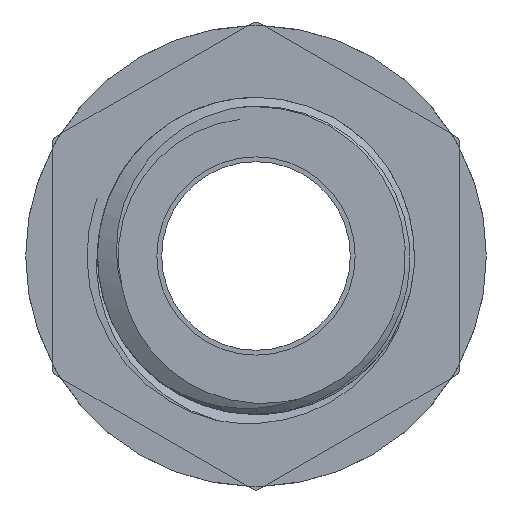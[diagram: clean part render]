
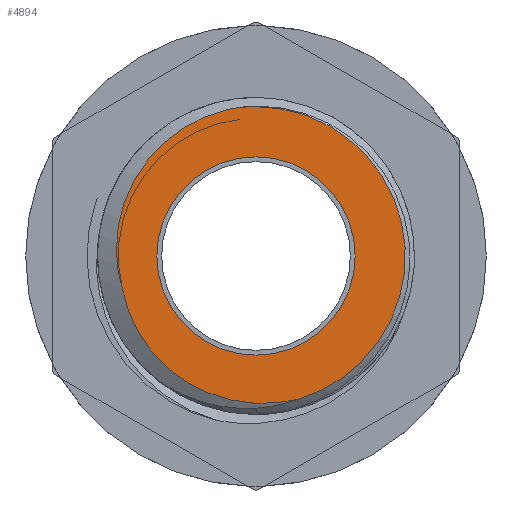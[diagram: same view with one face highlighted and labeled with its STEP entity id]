
A CAD part, front view. The second image highlights one B-rep face of the part: STEP entity #4894.
In plain terms, the highlighted planar face has unit normal (0, -1, 0).
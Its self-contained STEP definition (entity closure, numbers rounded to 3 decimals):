
#68 = AXIS2_PLACEMENT_3D ( 'NONE', #9613, #2231, #10747 ) ;
#82 = ORIENTED_EDGE ( 'NONE', *, *, #5803, .T. ) ;
#1083 = CARTESIAN_POINT ( 'NONE',  ( -2.834, -14.986, -7.291 ) ) ;
#1192 = CARTESIAN_POINT ( 'NONE',  ( -5.195, -14.986, 5.929 ) ) ;
#1244 = CARTESIAN_POINT ( 'NONE',  ( -7.367, -14.986, -1.269 ) ) ;
#1298 = CIRCLE ( 'NONE', #2683, 5.36 ) ;
#1346 = DIRECTION ( 'NONE',  ( 0., 0., 1. ) ) ;
#1802 = DIRECTION ( 'NONE',  ( 0., -1., 0. ) ) ;
#1822 = AXIS2_PLACEMENT_3D ( 'NONE', #3810, #8740, #1346 ) ;
#2231 = DIRECTION ( 'NONE',  ( 0., -1., 0. ) ) ;
#2236 = ORIENTED_EDGE ( 'NONE', *, *, #9501, .T. ) ;
#2265 = CARTESIAN_POINT ( 'NONE',  ( -6.675, -14.986, -3.517 ) ) ;
#2325 = CARTESIAN_POINT ( 'NONE',  ( -1.851, -14.986, -7.668 ) ) ;
#2430 = CARTESIAN_POINT ( 'NONE',  ( -5.886, -14.986, 5.15 ) ) ;
#2478 = CARTESIAN_POINT ( 'NONE',  ( -7.228, -14.986, -1.777 ) ) ;
#2625 = VERTEX_POINT ( 'NONE', #10536 ) ;
#2683 = AXIS2_PLACEMENT_3D ( 'NONE', #14176, #7284, #15297 ) ;
#2901 = B_SPLINE_CURVE_WITH_KNOTS ( 'NONE', 3,
 ( #4687, #5955, #9647, #2265, #10784, #3538, #11911, #4801, #13025, #6013, #14149, #7263, #15274, #8476, #1083, #9708, #2325, #10833, #3595, #11968, #4858, #13077, #6070 ),
 .UNSPECIFIED., .F., .F.,
 ( 4, 2, 2, 2, 2, 2, 1, 2, 2, 2, 2, 4 ),
 ( 0., 0.002, 0.002, 0.003, 0.005, 0.005, 0.006, 0.007, 0.008, 0.009, 0.011, 0.013 ),
 .UNSPECIFIED. ) ;
#3043 = DIRECTION ( 'NONE',  ( 0., -1., 0. ) ) ;
#3073 = CIRCLE ( 'NONE', #68, 8.072 ) ;
#3229 = CIRCLE ( 'NONE', #10816, 8.072 ) ;
#3299 = VERTEX_POINT ( 'NONE', #14355 ) ;
#3465 = CARTESIAN_POINT ( 'NONE',  ( -1.563, -14.986, 7.92 ) ) ;
#3538 = CARTESIAN_POINT ( 'NONE',  ( -6.308, -14.986, -4.214 ) ) ;
#3595 = CARTESIAN_POINT ( 'NONE',  ( -0.315, -14.986, -7.958 ) ) ;
#3654 = EDGE_LOOP ( 'NONE', ( #4257, #2236, #82, #9458 ) ) ;
#3700 = CARTESIAN_POINT ( 'NONE',  ( -6.344, -14.986, 4.508 ) ) ;
#3810 = CARTESIAN_POINT ( 'NONE',  ( 0., -14.986, 0. ) ) ;
#4059 = EDGE_LOOP ( 'NONE', ( #15178, #10415 ) ) ;
#4072 = VERTEX_POINT ( 'NONE', #4375 ) ;
#4257 = ORIENTED_EDGE ( 'NONE', *, *, #11575, .T. ) ;
#4375 = CARTESIAN_POINT ( 'NONE',  ( 0., -14.986, 8.072 ) ) ;
#4670 = VERTEX_POINT ( 'NONE', #3465 ) ;
#4687 = CARTESIAN_POINT ( 'NONE',  ( -7.228, -14.986, -1.777 ) ) ;
#4801 = CARTESIAN_POINT ( 'NONE',  ( -5.72, -14.986, -5.083 ) ) ;
#4858 = CARTESIAN_POINT ( 'NONE',  ( 1.261, -14.986, -7.939 ) ) ;
#4894 = ADVANCED_FACE ( 'NONE', ( #6917, #12427 ), #12162, .F. ) ;
#4970 = CARTESIAN_POINT ( 'NONE',  ( -6.961, -14.986, 3.358 ) ) ;
#5803 = EDGE_CURVE ( 'NONE', #2625, #4072, #3073, .T. ) ;
#5955 = CARTESIAN_POINT ( 'NONE',  ( -7.129, -14.986, -2.296 ) ) ;
#6013 = CARTESIAN_POINT ( 'NONE',  ( -4.807, -14.986, -6.019 ) ) ;
#6070 = CARTESIAN_POINT ( 'NONE',  ( 2.288, -14.986, -7.741 ) ) ;
#6116 = CARTESIAN_POINT ( 'NONE',  ( -2.565, -14.986, 7.604 ) ) ;
#6170 = CARTESIAN_POINT ( 'NONE',  ( -7.42, -14.986, 1.852 ) ) ;
#6792 = VERTEX_POINT ( 'NONE', #7882 ) ;
#6917 = FACE_BOUND ( 'NONE', #4059, .T. ) ;
#6929 = B_SPLINE_CURVE_WITH_KNOTS ( 'NONE', 3,
 ( #12014, #13026, #13128, #6116, #14254, #7359, #15359, #8584, #1192, #9804, #2430, #10933, #3700, #12059, #4970, #13171, #6170, #14301, #7412, #15411, #8621, #1244, #9849, #2478 ),
 .UNSPECIFIED., .F., .F.,
 ( 4, 2, 2, 2, 2, 2, 2, 2, 2, 2, 2, 4 ),
 ( 0.011, 0.012, 0.012, 0.014, 0.015, 0.016, 0.017, 0.019, 0.02, 0.022, 0.022, 0.023 ),
 .UNSPECIFIED. ) ;
#7263 = CARTESIAN_POINT ( 'NONE',  ( -4.19, -14.986, -6.511 ) ) ;
#7284 = DIRECTION ( 'NONE',  ( 0., -1., 0. ) ) ;
#7359 = CARTESIAN_POINT ( 'NONE',  ( -3.512, -14.986, 7.172 ) ) ;
#7412 = CARTESIAN_POINT ( 'NONE',  ( -7.563, -14.986, 0.297 ) ) ;
#7613 = EDGE_CURVE ( 'NONE', #3299, #6792, #1298, .T. ) ;
#7882 = CARTESIAN_POINT ( 'NONE',  ( 0., -14.986, -5.36 ) ) ;
#8476 = CARTESIAN_POINT ( 'NONE',  ( -3.305, -14.986, -7.06 ) ) ;
#8584 = CARTESIAN_POINT ( 'NONE',  ( -4.808, -14.986, 6.28 ) ) ;
#8621 = CARTESIAN_POINT ( 'NONE',  ( -7.465, -14.986, -0.752 ) ) ;
#8740 = DIRECTION ( 'NONE',  ( 0., 1., 0. ) ) ;
#9205 = CARTESIAN_POINT ( 'NONE',  ( 0., -14.986, 0. ) ) ;
#9458 = ORIENTED_EDGE ( 'NONE', *, *, #15243, .T. ) ;
#9501 = EDGE_CURVE ( 'NONE', #9896, #2625, #2901, .T. ) ;
#9613 = CARTESIAN_POINT ( 'NONE',  ( 0., -14.986, 0. ) ) ;
#9647 = CARTESIAN_POINT ( 'NONE',  ( -6.978, -14.986, -2.796 ) ) ;
#9708 = CARTESIAN_POINT ( 'NONE',  ( -2.591, -14.986, -7.395 ) ) ;
#9804 = CARTESIAN_POINT ( 'NONE',  ( -5.721, -14.986, 5.351 ) ) ;
#9849 = CARTESIAN_POINT ( 'NONE',  ( -7.305, -14.986, -1.524 ) ) ;
#9896 = VERTEX_POINT ( 'NONE', #13505 ) ;
#10367 = CARTESIAN_POINT ( 'NONE',  ( 0., -14.986, 0. ) ) ;
#10371 = DIRECTION ( 'NONE',  ( 0., 0., 1. ) ) ;
#10415 = ORIENTED_EDGE ( 'NONE', *, *, #7613, .F. ) ;
#10536 = CARTESIAN_POINT ( 'NONE',  ( 2.288, -14.986, -7.741 ) ) ;
#10747 = DIRECTION ( 'NONE',  ( 0., 0., 1. ) ) ;
#10784 = CARTESIAN_POINT ( 'NONE',  ( -6.561, -14.986, -3.753 ) ) ;
#10816 = AXIS2_PLACEMENT_3D ( 'NONE', #9205, #1802, #10371 ) ;
#10833 = CARTESIAN_POINT ( 'NONE',  ( -1.347, -14.986, -7.799 ) ) ;
#10933 = CARTESIAN_POINT ( 'NONE',  ( -6.197, -14.986, 4.729 ) ) ;
#11481 = DIRECTION ( 'NONE',  ( 0., 0., -1. ) ) ;
#11575 = EDGE_CURVE ( 'NONE', #4670, #9896, #6929, .T. ) ;
#11911 = CARTESIAN_POINT ( 'NONE',  ( -6.168, -14.986, -4.439 ) ) ;
#11968 = CARTESIAN_POINT ( 'NONE',  ( 0.217, -14.986, -7.986 ) ) ;
#12014 = CARTESIAN_POINT ( 'NONE',  ( -1.563, -14.986, 7.92 ) ) ;
#12059 = CARTESIAN_POINT ( 'NONE',  ( -6.744, -14.986, 3.831 ) ) ;
#12162 = PLANE ( 'NONE',  #1822 ) ;
#12394 = EDGE_CURVE ( 'NONE', #6792, #3299, #13821, .T. ) ;
#12427 = FACE_OUTER_BOUND ( 'NONE', #3654, .T. ) ;
#13025 = CARTESIAN_POINT ( 'NONE',  ( -5.379, -14.986, -5.478 ) ) ;
#13026 = CARTESIAN_POINT ( 'NONE',  ( -1.817, -14.986, 7.857 ) ) ;
#13077 = CARTESIAN_POINT ( 'NONE',  ( 1.777, -14.986, -7.865 ) ) ;
#13128 = CARTESIAN_POINT ( 'NONE',  ( -2.071, -14.986, 7.78 ) ) ;
#13171 = CARTESIAN_POINT ( 'NONE',  ( -7.3, -14.986, 2.371 ) ) ;
#13505 = CARTESIAN_POINT ( 'NONE',  ( -7.228, -14.986, -1.777 ) ) ;
#13821 = CIRCLE ( 'NONE', #14053, 5.36 ) ;
#14053 = AXIS2_PLACEMENT_3D ( 'NONE', #10367, #3043, #11481 ) ;
#14149 = CARTESIAN_POINT ( 'NONE',  ( -4.606, -14.986, -6.191 ) ) ;
#14176 = CARTESIAN_POINT ( 'NONE',  ( 0., -14.986, 0. ) ) ;
#14254 = CARTESIAN_POINT ( 'NONE',  ( -2.806, -14.986, 7.505 ) ) ;
#14301 = CARTESIAN_POINT ( 'NONE',  ( -7.55, -14.986, 0.818 ) ) ;
#14355 = CARTESIAN_POINT ( 'NONE',  ( 0., -14.986, 5.36 ) ) ;
#15178 = ORIENTED_EDGE ( 'NONE', *, *, #12394, .F. ) ;
#15243 = EDGE_CURVE ( 'NONE', #4072, #4670, #3229, .T. ) ;
#15274 = CARTESIAN_POINT ( 'NONE',  ( -3.761, -14.986, -6.808 ) ) ;
#15297 = DIRECTION ( 'NONE',  ( 0., 0., -1. ) ) ;
#15359 = CARTESIAN_POINT ( 'NONE',  ( -3.96, -14.986, 6.906 ) ) ;
#15411 = CARTESIAN_POINT ( 'NONE',  ( -7.5, -14.986, -0.49 ) ) ;
